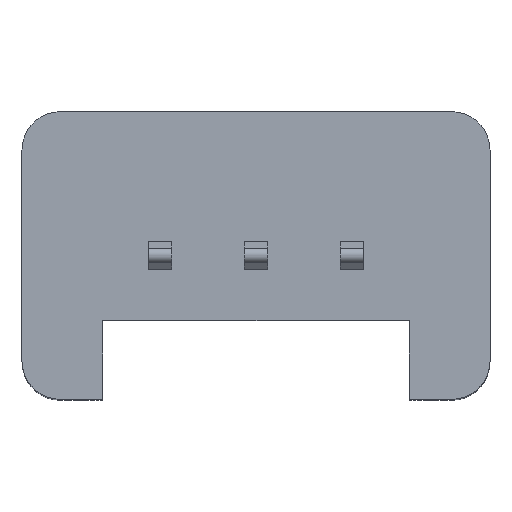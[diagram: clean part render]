
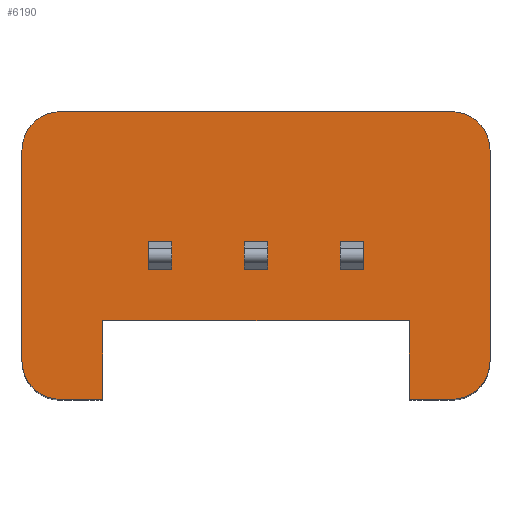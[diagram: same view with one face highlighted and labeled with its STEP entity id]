
A CAD part, top view. The second image highlights one B-rep face of the part: STEP entity #6190.
In plain terms, the highlighted planar face has unit normal (0, 0, 1).
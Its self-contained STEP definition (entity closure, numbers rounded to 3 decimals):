
#1370=CARTESIAN_POINT('',(-9.922,33.385,14.2));
#1380=VERTEX_POINT('',#1370);
#1410=CARTESIAN_POINT('',(-9.922,32.385,14.2));
#1420=DIRECTION('',(0.,0.,1.));
#1430=DIRECTION('',(1.,0.,0.));
#1440=AXIS2_PLACEMENT_3D('',#1410,#1420,#1430);
#1450=CIRCLE('',#1440,1.);
#1460=CARTESIAN_POINT('',(-10.922,32.385,14.2));
#1470=VERTEX_POINT('',#1460);
#1480=EDGE_CURVE('',#1380,#1470,#1450,.T.);
#4360=CARTESIAN_POINT('',(-7.274,32.026,14.2));
#4370=DIRECTION('',(0.,0.,-1.));
#4380=DIRECTION('',(-1.,0.,0.));
#4390=AXIS2_PLACEMENT_3D('',#4360,#4370,#4380);
#4400=PLANE('',#4390);
#4410=CARTESIAN_POINT('',(0.,30.,14.2));
#4420=DIRECTION('',(1.,0.,0.));
#4430=VECTOR('',#4420,1.);
#4440=LINE('',#4410,#4430);
#4450=CARTESIAN_POINT('',(-2.622,30.,14.2));
#4460=VERTEX_POINT('',#4450);
#4470=CARTESIAN_POINT('',(-2.022,30.,14.2));
#4480=VERTEX_POINT('',#4470);
#4490=EDGE_CURVE('',#4460,#4480,#4440,.T.);
#4500=ORIENTED_EDGE('',*,*,#4490,.T.);
#4510=CARTESIAN_POINT('',(-2.622,0.,14.2));
#4520=DIRECTION('',(0.,1.,0.));
#4530=VECTOR('',#4520,1.);
#4540=LINE('',#4510,#4530);
#4550=CARTESIAN_POINT('',(-2.622,29.27,14.2));
#4560=VERTEX_POINT('',#4550);
#4570=EDGE_CURVE('',#4560,#4460,#4540,.T.);
#4580=ORIENTED_EDGE('',*,*,#4570,.T.);
#4590=CARTESIAN_POINT('',(0.,29.27,14.2));
#4600=DIRECTION('',(1.,0.,0.));
#4610=VECTOR('',#4600,1.);
#4620=LINE('',#4590,#4610);
#4630=CARTESIAN_POINT('',(-2.022,29.27,14.2));
#4640=VERTEX_POINT('',#4630);
#4650=EDGE_CURVE('',#4560,#4640,#4620,.T.);
#4660=ORIENTED_EDGE('',*,*,#4650,.F.);
#4670=CARTESIAN_POINT('',(-2.022,0.,14.2));
#4680=DIRECTION('',(0.,1.,0.));
#4690=VECTOR('',#4680,1.);
#4700=LINE('',#4670,#4690);
#4710=EDGE_CURVE('',#4640,#4480,#4700,.T.);
#4720=ORIENTED_EDGE('',*,*,#4710,.F.);
#4730=EDGE_LOOP('',(#4720,#4660,#4580,#4500));
#4740=FACE_BOUND('',#4730,.T.);
#4750=CARTESIAN_POINT('',(-5.122,0.,14.2));
#4760=DIRECTION('',(0.,1.,0.));
#4770=VECTOR('',#4760,1.);
#4780=LINE('',#4750,#4770);
#4790=CARTESIAN_POINT('',(-5.122,29.27,14.2));
#4800=VERTEX_POINT('',#4790);
#4810=CARTESIAN_POINT('',(-5.122,30.,14.2));
#4820=VERTEX_POINT('',#4810);
#4830=EDGE_CURVE('',#4800,#4820,#4780,.T.);
#4840=ORIENTED_EDGE('',*,*,#4830,.T.);
#4850=CARTESIAN_POINT('',(-4.522,29.27,14.2));
#4860=VERTEX_POINT('',#4850);
#4870=EDGE_CURVE('',#4800,#4860,#4620,.T.);
#4880=ORIENTED_EDGE('',*,*,#4870,.F.);
#4890=CARTESIAN_POINT('',(-4.522,0.,14.2));
#4900=DIRECTION('',(0.,1.,0.));
#4910=VECTOR('',#4900,1.);
#4920=LINE('',#4890,#4910);
#4930=CARTESIAN_POINT('',(-4.522,30.,14.2));
#4940=VERTEX_POINT('',#4930);
#4950=EDGE_CURVE('',#4860,#4940,#4920,.T.);
#4960=ORIENTED_EDGE('',*,*,#4950,.F.);
#4970=EDGE_CURVE('',#4820,#4940,#4440,.T.);
#4980=ORIENTED_EDGE('',*,*,#4970,.T.);
#4990=EDGE_LOOP('',(#4980,#4960,#4880,#4840));
#5000=FACE_BOUND('',#4990,.T.);
#5010=CARTESIAN_POINT('',(-7.622,0.,14.2));
#5020=DIRECTION('',(0.,1.,0.));
#5030=VECTOR('',#5020,1.);
#5040=LINE('',#5010,#5030);
#5050=CARTESIAN_POINT('',(-7.622,29.27,14.2));
#5060=VERTEX_POINT('',#5050);
#5070=CARTESIAN_POINT('',(-7.622,30.,14.2));
#5080=VERTEX_POINT('',#5070);
#5090=EDGE_CURVE('',#5060,#5080,#5040,.T.);
#5100=ORIENTED_EDGE('',*,*,#5090,.T.);
#5110=CARTESIAN_POINT('',(-7.022,29.27,14.2));
#5120=VERTEX_POINT('',#5110);
#5130=EDGE_CURVE('',#5060,#5120,#4620,.T.);
#5140=ORIENTED_EDGE('',*,*,#5130,.F.);
#5150=CARTESIAN_POINT('',(-7.022,0.,14.2));
#5160=DIRECTION('',(0.,1.,0.));
#5170=VECTOR('',#5160,1.);
#5180=LINE('',#5150,#5170);
#5190=CARTESIAN_POINT('',(-7.022,30.,14.2));
#5200=VERTEX_POINT('',#5190);
#5210=EDGE_CURVE('',#5120,#5200,#5180,.T.);
#5220=ORIENTED_EDGE('',*,*,#5210,.F.);
#5230=EDGE_CURVE('',#5080,#5200,#4440,.T.);
#5240=ORIENTED_EDGE('',*,*,#5230,.T.);
#5250=EDGE_LOOP('',(#5240,#5220,#5140,#5100));
#5260=FACE_BOUND('',#5250,.T.);
#5270=CARTESIAN_POINT('',(0.278,32.385,14.2));
#5280=DIRECTION('',(0.,0.,-1.));
#5290=DIRECTION('',(-1.,0.,0.));
#5300=AXIS2_PLACEMENT_3D('',#5270,#5280,#5290);
#5310=CIRCLE('',#5300,1.);
#5320=CARTESIAN_POINT('',(0.278,33.385,14.2));
#5330=VERTEX_POINT('',#5320);
#5340=CARTESIAN_POINT('',(1.278,32.385,14.2));
#5350=VERTEX_POINT('',#5340);
#5360=EDGE_CURVE('',#5330,#5350,#5310,.T.);
#5370=ORIENTED_EDGE('',*,*,#5360,.F.);
#5380=CARTESIAN_POINT('',(1.278,0.,14.2));
#5390=DIRECTION('',(0.,-1.,0.));
#5400=VECTOR('',#5390,1.);
#5410=LINE('',#5380,#5400);
#5420=CARTESIAN_POINT('',(1.278,26.885,14.2));
#5430=VERTEX_POINT('',#5420);
#5440=EDGE_CURVE('',#5350,#5430,#5410,.T.);
#5450=ORIENTED_EDGE('',*,*,#5440,.F.);
#5460=CARTESIAN_POINT('',(0.278,26.885,14.2));
#5470=DIRECTION('',(0.,0.,-1.));
#5480=DIRECTION('',(-1.,0.,0.));
#5490=AXIS2_PLACEMENT_3D('',#5460,#5470,#5480);
#5500=CIRCLE('',#5490,1.);
#5510=CARTESIAN_POINT('',(0.278,25.885,14.2));
#5520=VERTEX_POINT('',#5510);
#5530=EDGE_CURVE('',#5430,#5520,#5500,.T.);
#5540=ORIENTED_EDGE('',*,*,#5530,.F.);
#5550=CARTESIAN_POINT('',(-9.644,25.885,14.2));
#5560=DIRECTION('',(1.,0.,0.));
#5570=VECTOR('',#5560,1.);
#5580=LINE('',#5550,#5570);
#5590=CARTESIAN_POINT('',(-0.822,25.885,14.2));
#5600=VERTEX_POINT('',#5590);
#5610=EDGE_CURVE('',#5600,#5520,#5580,.T.);
#5620=ORIENTED_EDGE('',*,*,#5610,.T.);
#5630=CARTESIAN_POINT('',(-0.822,0.,14.2));
#5640=DIRECTION('',(0.,-1.,0.));
#5650=VECTOR('',#5640,1.);
#5660=LINE('',#5630,#5650);
#5670=CARTESIAN_POINT('',(-0.822,27.935,14.2));
#5680=VERTEX_POINT('',#5670);
#5690=EDGE_CURVE('',#5680,#5600,#5660,.T.);
#5700=ORIENTED_EDGE('',*,*,#5690,.T.);
#5710=CARTESIAN_POINT('',(0.,27.935,14.2));
#5720=DIRECTION('',(-1.,0.,0.));
#5730=VECTOR('',#5720,1.);
#5740=LINE('',#5710,#5730);
#5750=CARTESIAN_POINT('',(-8.822,27.935,14.2));
#5760=VERTEX_POINT('',#5750);
#5770=EDGE_CURVE('',#5680,#5760,#5740,.T.);
#5780=ORIENTED_EDGE('',*,*,#5770,.F.);
#5790=CARTESIAN_POINT('',(-8.822,0.,14.2));
#5800=DIRECTION('',(0.,-1.,0.));
#5810=VECTOR('',#5800,1.);
#5820=LINE('',#5790,#5810);
#5830=CARTESIAN_POINT('',(-8.822,25.885,14.2));
#5840=VERTEX_POINT('',#5830);
#5850=EDGE_CURVE('',#5760,#5840,#5820,.T.);
#5860=ORIENTED_EDGE('',*,*,#5850,.F.);
#5870=CARTESIAN_POINT('',(0.,25.885,14.2));
#5880=DIRECTION('',(-1.,0.,0.));
#5890=VECTOR('',#5880,1.);
#5900=LINE('',#5870,#5890);
#5910=CARTESIAN_POINT('',(-9.922,25.885,14.2));
#5920=VERTEX_POINT('',#5910);
#5930=EDGE_CURVE('',#5840,#5920,#5900,.T.);
#5940=ORIENTED_EDGE('',*,*,#5930,.F.);
#5950=CARTESIAN_POINT('',(-9.922,26.885,14.2));
#5960=DIRECTION('',(0.,0.,1.));
#5970=DIRECTION('',(1.,0.,0.));
#5980=AXIS2_PLACEMENT_3D('',#5950,#5960,#5970);
#5990=CIRCLE('',#5980,1.);
#6000=CARTESIAN_POINT('',(-10.922,26.885,14.2));
#6010=VERTEX_POINT('',#6000);
#6020=EDGE_CURVE('',#6010,#5920,#5990,.T.);
#6030=ORIENTED_EDGE('',*,*,#6020,.T.);
#6040=CARTESIAN_POINT('',(-10.922,0.,14.2));
#6050=DIRECTION('',(0.,-1.,0.));
#6060=VECTOR('',#6050,1.);
#6070=LINE('',#6040,#6060);
#6080=EDGE_CURVE('',#1470,#6010,#6070,.T.);
#6090=ORIENTED_EDGE('',*,*,#6080,.T.);
#6100=ORIENTED_EDGE('',*,*,#1480,.T.);
#6110=CARTESIAN_POINT('',(0.,33.385,14.2));
#6120=DIRECTION('',(1.,0.,0.));
#6130=VECTOR('',#6120,1.);
#6140=LINE('',#6110,#6130);
#6150=EDGE_CURVE('',#1380,#5330,#6140,.T.);
#6160=ORIENTED_EDGE('',*,*,#6150,.F.);
#6170=EDGE_LOOP('',(#6160,#6100,#6090,#6030,#5940,#5860,#5780,#5700,
#5620,#5540,#5450,#5370));
#6180=FACE_OUTER_BOUND('',#6170,.T.);
#6190=ADVANCED_FACE('',(#4740,#5000,#5260,#6180),#4400,.F.);
